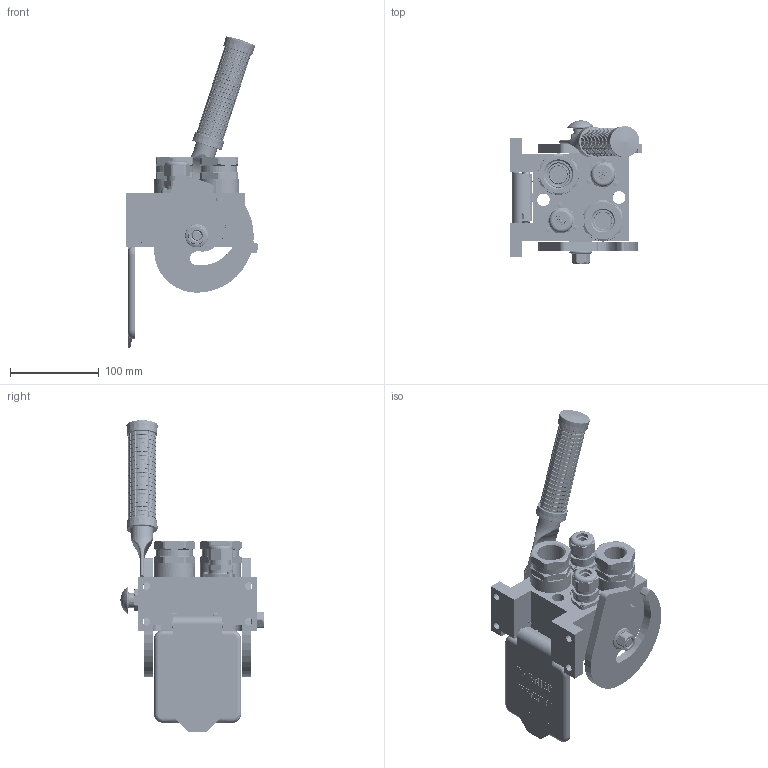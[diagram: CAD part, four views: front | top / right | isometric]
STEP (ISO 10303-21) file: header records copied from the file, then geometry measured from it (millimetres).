
FILE_DESCRIPTION (( 'STEP AP214' ), '1' );
FILE_NAME ('FASTER.step', '2025-02-05T14:15:19', ( '' ), ( '' ), 'SwSTEP 2.0', 'SolidWorks 2017', '' );
FILE_SCHEMA (( 'AUTOMOTIVE_DESIGN' ));
Length unit declared in the file: millimetre
Products named in the file (45): 2ffnb34-1gas_f; 4150_072_1000_200; conn_7p_f; 4810_001_0001_014; Copia di 4850_007_0003_000.prt^corspel08-7_f; 4850_024_0000_012; Copia di inspel08-7_f.prt^Copia di inspel08-7_f.asm_corspel08-7_f; 4820_024_1002_011; 4850_024_6001_000_ASM; 4850_007_0000_000; 4850_024_6002_020; 4850_024_6001_021; 4830_020_0000_033; 4830_025_0000_001; or2_62x17_86; 2ffnb34_gas_f; Copia di 4850_007_0001_000.prt^corspel08-7_f; Copia di 4830_042_0000_000.prt^corspel08-7_f; 4850_024_6001_000; Copia di 4850_032_0000_000.prt^Copia di inspel08-7_f.asm_corspel08-7_f; 4850_024_5001_010; Copia di inspel08-7_f.asm^corspel08-7_f; 4830_025_1000_000; A_2ffnb34_gas_f; 4830_001_0005_301; 4830_025_2000_000; corspel08-7_f; sicura_p5; et011; 4830_022_0000_011; FASTER; 4830_070_0000_001; 4241_072_0000_200; 4820_001_0004_000; 4830_044_0000_000; A_2ffnb34-1gas_f; 1540_080_0012_000; 4830_001_0005_300; P510_F_ALB_BASE; 0048_042_0412_000 ...
Assembly tree (57 placements, depth 5):
  FASTER
    P510_F_ALB_BASE
      4830_020_0000_033
      4830_025_1000_000
      4820_001_0004_000
      4810_001_0001_014
      4830_022_0000_011
      4830_070_0000_001
      4830_001_0005_300
      4830_001_0005_301
      or2_62x17_86  x2
    A_2ffnb34-1gas_f
      curs_molla_34
        4150_072_1000_200
        4250_014_1000_000
      2ffnb34-1gas_f
        2ffnb34-1gas_f
    conn_7p_f  x2
      corspel08-7_f
        Copia di 4850_007_0001_000.prt^corspel08-7_f
        Copia di inspel08-7_f.asm^corspel08-7_f
          Copia di inspel08-7_f.prt^Copia di inspel08-7_f.asm_corspel08-7_f
          Copia di 4850_032_0000_000.prt^Copia di inspel08-7_f.asm_corspel08-7_f  x7
        Copia di 4850_007_0003_000.prt^corspel08-7_f
        Copia di 4830_042_0000_000.prt^corspel08-7_f
      4830_044_0000_000
      4850_007_0000_000
      4241_072_0000_200
    A_2ffnb34_gas_f
      curs_molla_34
        4150_072_1000_200
        4250_014_1000_000
      2ffnb34_gas_f
        2ffnb34_gas_f
    4850_024_6001_000
      4850_024_6001_000_ASM
        4850_024_5001_010
        4850_024_6001_021
        4820_024_1002_011
      sicura_p5
        4830_025_0000_001
        or1_5x7_m
        0048_042_0412_000
      4850_024_6002_020
      4850_024_0000_012
      1540_080_0012_000
      4830_025_2000_000
      or2_62x17_86  x2
    et011
Bounding box: 148.95 x 160.93 x 350 mm (x, y, z)
Volume: 276399.5 mm3; surface area: 382149.1 mm2
Topology: 45 solids, 89 shells, 6634 faces, 17292 edges, 11047 vertices
Faces by surface type: plane 2901, cylinder 2160, torus 817, cone 450, bspline 263, sphere 43
Entity records: 231542 total; most frequent: CARTESIAN_POINT 93912, ORIENTED_EDGE 28262, DIRECTION 24438, EDGE_CURVE 14309, VERTEX_POINT 9209, LINE 8410, VECTOR 8410, AXIS2_PLACEMENT_3D 8014
